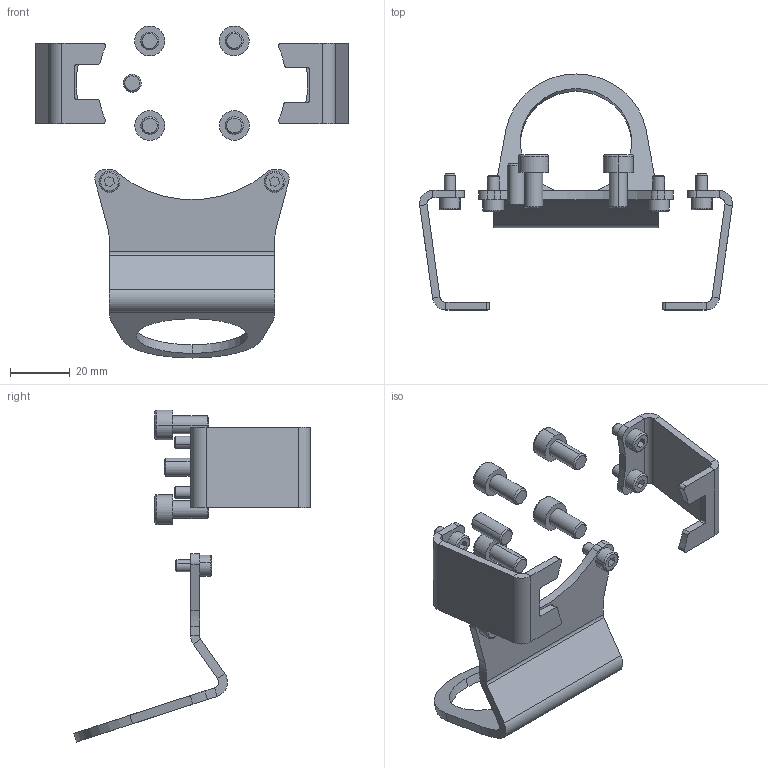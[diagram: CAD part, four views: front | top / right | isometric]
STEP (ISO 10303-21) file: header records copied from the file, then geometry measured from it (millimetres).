
FILE_DESCRIPTION (( 'STEP AP203' ), '1' );
FILE_NAME ('P5319.STEP', '2020-02-06T06:38:57', ( '' ), ( '' ), 'SwSTEP 2.0', 'SolidWorks 2017', '' );
FILE_SCHEMA (( 'CONFIG_CONTROL_DESIGN' ));
Length unit declared in the file: millimetre
Products named in the file (1): P5319
Bounding box: 104.78 x 79.15 x 111.16 mm (x, y, z)
Volume: 23659.5 mm3; surface area: 20753.1 mm2
Topology: 14 solids, 14 shells, 306 faces, 682 edges, 424 vertices
Faces by surface type: plane 162, cylinder 100, cone 24, torus 20
Entity records: 8513 total; most frequent: DIRECTION 1560, CARTESIAN_POINT 1413, ORIENTED_EDGE 1364, EDGE_CURVE 682, AXIS2_PLACEMENT_3D 571, VERTEX_POINT 424, VECTOR 418, LINE 418
